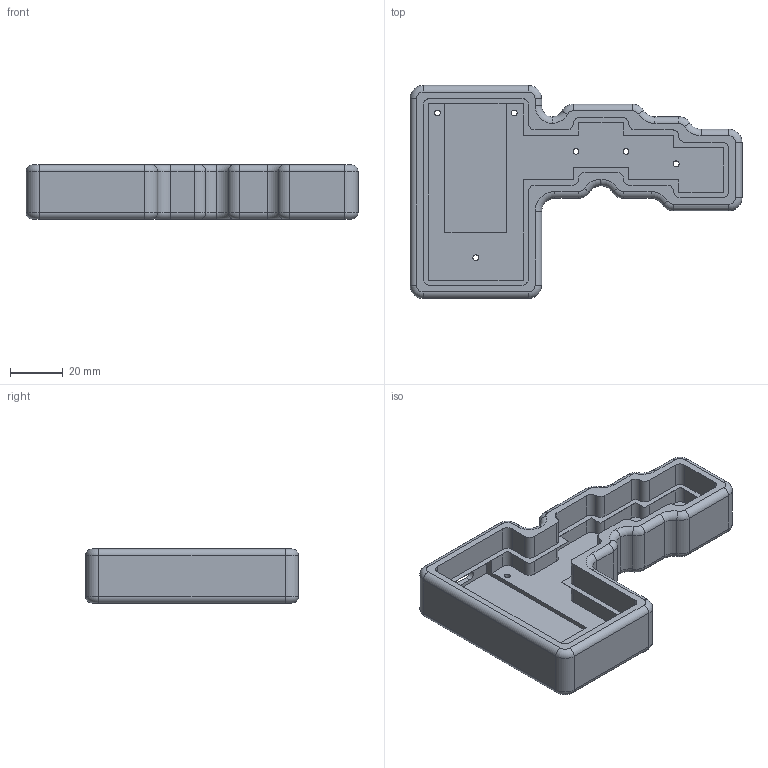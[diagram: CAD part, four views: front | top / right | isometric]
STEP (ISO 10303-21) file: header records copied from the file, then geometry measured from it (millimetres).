
FILE_DESCRIPTION(('HOOPS Exchange Step'),'2;1');
FILE_NAME('temp_export','2023-06-10T01:23:53-04:00',('jscotto'),('Shapr3D Limited'),'HOOPS Exchange 2022.2','Shapr3D','Authorized');
FILE_SCHEMA( ('AUTOMOTIVE_DESIGN { 1 0 10303 214 1 1 1 1 }') );
Length unit declared in the file: millimetre
Products named in the file (1): Case (Black Pico)
Bounding box: 126.25 x 81 x 20.6 mm (x, y, z)
Volume: 53483.5 mm3; surface area: 28918.5 mm2
Topology: 1 solids, 1 shells, 225 faces, 591 edges, 370 vertices
Faces by surface type: cylinder 96, plane 83, torus 40, cone 6
Full cylindrical faces by diameter (mm): 2.2 x6
Entity records: 7105 total; most frequent: DIRECTION 1315, CARTESIAN_POINT 1283, ORIENTED_EDGE 1182, EDGE_CURVE 591, AXIS2_PLACEMENT_3D 502, VERTEX_POINT 370, VECTOR 311, LINE 311
